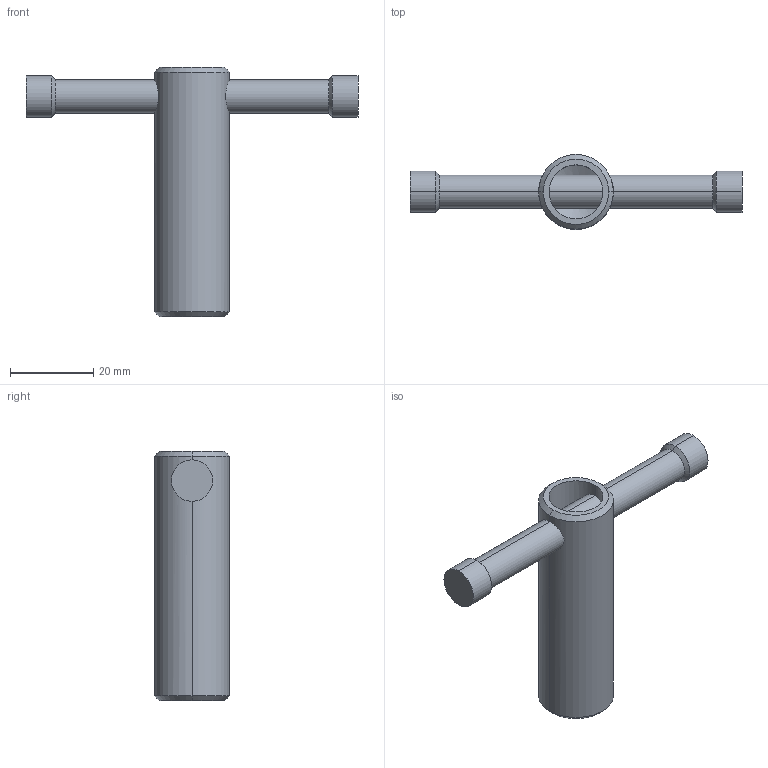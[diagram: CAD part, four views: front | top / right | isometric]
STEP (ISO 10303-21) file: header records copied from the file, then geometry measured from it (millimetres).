
FILE_DESCRIPTION(('STEP AP214'),'1');
FILE_NAME(' ',' ',('TraceParts'),('TraceParts S.A.'),'XStep 1.0',' ',' ');
FILE_SCHEMA(('automotive_design'));
Length unit declared in the file: millimetre
Products named in the file (2): 1; 2
Bounding box: 80 x 18 x 60 mm (x, y, z)
Volume: 15419.1 mm3; surface area: 7469 mm2
Topology: 2 solids, 2 shells, 34 faces, 80 edges, 44 vertices
Faces by surface type: cylinder 16, cone 14, plane 4
Entity records: 2101 total; most frequent: CARTESIAN_POINT 424, DIRECTION 166, STYLED_ITEM 156, PRESENTATION_STYLE_ASSIGNMENT 156, COLOUR_RGB 156, ORIENTED_EDGE 152, EDGE_CURVE 76, CURVE_STYLE 76
